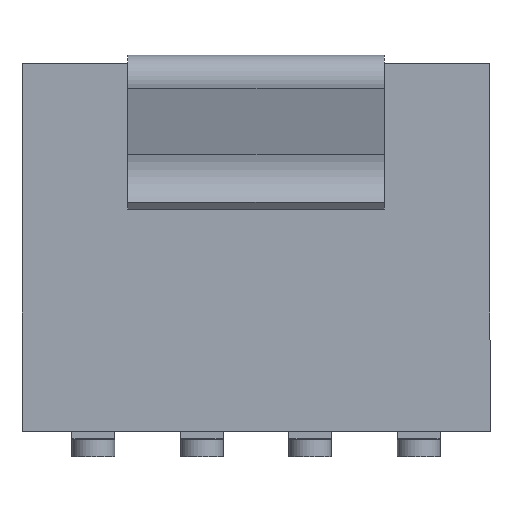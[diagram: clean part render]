
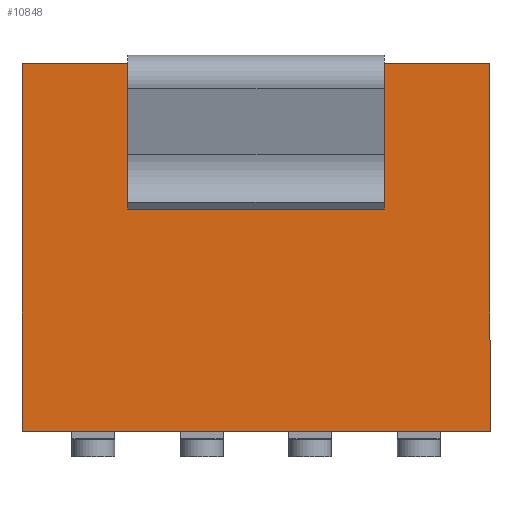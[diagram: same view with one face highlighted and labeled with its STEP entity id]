
A CAD part, front view. The second image highlights one B-rep face of the part: STEP entity #10848.
In plain terms, the highlighted face is planar.
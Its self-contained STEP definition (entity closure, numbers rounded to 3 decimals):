
#452=PLANE('',#11966);
#1516=LINE('',#18545,#2580);
#1517=LINE('',#18548,#2581);
#1518=LINE('',#18550,#2582);
#1519=LINE('',#18552,#2583);
#2580=VECTOR('',#15043,1000.);
#2581=VECTOR('',#15044,1000.);
#2582=VECTOR('',#15045,1000.);
#2583=VECTOR('',#15046,1000.);
#5612=ORIENTED_EDGE('',*,*,#7356,.T.);
#5613=ORIENTED_EDGE('',*,*,#7357,.T.);
#5614=ORIENTED_EDGE('',*,*,#7358,.T.);
#5615=ORIENTED_EDGE('',*,*,#7359,.T.);
#7356=EDGE_CURVE('',#8388,#8389,#1516,.T.);
#7357=EDGE_CURVE('',#8389,#8390,#1517,.T.);
#7358=EDGE_CURVE('',#8390,#8391,#1518,.T.);
#7359=EDGE_CURVE('',#8391,#8388,#1519,.T.);
#8388=VERTEX_POINT('',#18546);
#8389=VERTEX_POINT('',#18547);
#8390=VERTEX_POINT('',#18549);
#8391=VERTEX_POINT('',#18551);
#9400=EDGE_LOOP('',(#5612,#5613,#5614,#5615));
#10004=FACE_BOUND('',#9400,.T.);
#10848=ADVANCED_FACE('',(#10004),#452,.T.);
#11966=AXIS2_PLACEMENT_3D('',#18544,#15041,#15042);
#15041=DIRECTION('',(0.,1.,0.));
#15042=DIRECTION('',(0.,0.,1.));
#15043=DIRECTION('',(0.,0.,1.));
#15044=DIRECTION('',(1.,0.,0.));
#15045=DIRECTION('',(0.,0.,-1.));
#15046=DIRECTION('',(-1.,0.,0.));
#18544=CARTESIAN_POINT('',(0.,1.55,0.));
#18545=CARTESIAN_POINT('',(-2.74,1.55,-2.15));
#18546=CARTESIAN_POINT('',(-2.74,1.55,-2.15));
#18547=CARTESIAN_POINT('',(-2.74,1.55,2.15));
#18548=CARTESIAN_POINT('',(-2.74,1.55,2.15));
#18549=CARTESIAN_POINT('',(2.74,1.55,2.15));
#18550=CARTESIAN_POINT('',(2.74,1.55,2.15));
#18551=CARTESIAN_POINT('',(2.74,1.55,-2.15));
#18552=CARTESIAN_POINT('',(2.74,1.55,-2.15));
